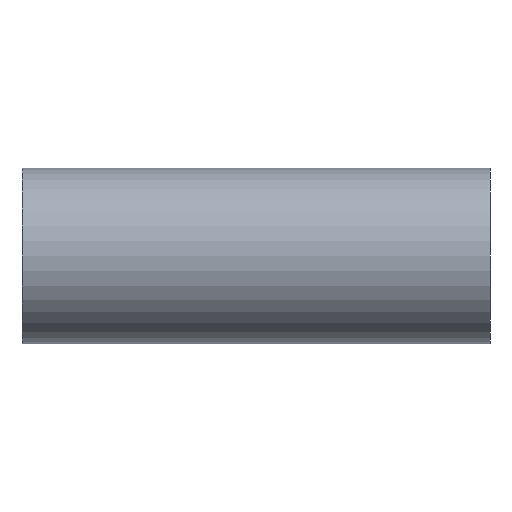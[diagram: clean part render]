
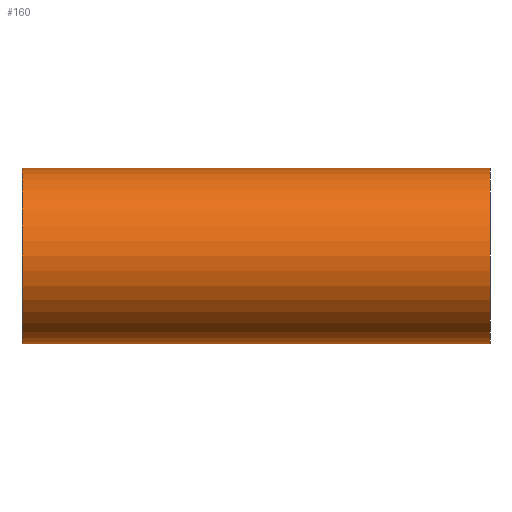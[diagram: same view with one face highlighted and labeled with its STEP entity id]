
A CAD part, left-side view. The second image highlights one B-rep face of the part: STEP entity #160.
In plain terms, the highlighted cylindrical face has radius 4.759 mm (diameter 9.517 mm), a partial arc.
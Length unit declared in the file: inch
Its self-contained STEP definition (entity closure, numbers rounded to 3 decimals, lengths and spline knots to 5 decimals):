
#160 = ADVANCED_FACE ( 'NONE', ( #322 ), #316, .T. ) ;
#177 = CIRCLE ( 'NONE', #735, 0.18735 ) ;
#178 = ORIENTED_EDGE ( 'NONE', *, *, #432, .F. ) ;
#230 = CARTESIAN_POINT ( 'NONE',  ( 0., 0., 0. ) ) ;
#283 = EDGE_CURVE ( 'NONE', #1504, #1074, #177, .T. ) ;
#316 = CYLINDRICAL_SURFACE ( 'NONE', #1250, 0.18735 ) ;
#322 = FACE_OUTER_BOUND ( 'NONE', #1291, .T. ) ;
#375 = ORIENTED_EDGE ( 'NONE', *, *, #1607, .T. ) ;
#403 = CARTESIAN_POINT ( 'NONE',  ( 0., 0.22, -0.18735 ) ) ;
#432 = EDGE_CURVE ( 'NONE', #1236, #1074, #1829, .T. ) ;
#564 = DIRECTION ( 'NONE',  ( 0., -1., 0. ) ) ;
#582 = CARTESIAN_POINT ( 'NONE',  ( 0., 0.22, 0.18735 ) ) ;
#605 = DIRECTION ( 'NONE',  ( 0., -1., 0. ) ) ;
#609 = DIRECTION ( 'NONE',  ( 0., 1., 0. ) ) ;
#629 = EDGE_CURVE ( 'NONE', #1303, #1236, #1446, .T. ) ;
#642 = DIRECTION ( 'NONE',  ( 0., 0., 1. ) ) ;
#716 = DIRECTION ( 'NONE',  ( 0., 0., 1. ) ) ;
#729 = CARTESIAN_POINT ( 'NONE',  ( 0., 1., 0.18735 ) ) ;
#735 = AXIS2_PLACEMENT_3D ( 'NONE', #230, #609, #642 ) ;
#863 = CARTESIAN_POINT ( 'NONE',  ( 0., 0., -0.18735 ) ) ;
#943 = VECTOR ( 'NONE', #974, 39.37008 ) ;
#974 = DIRECTION ( 'NONE',  ( 0., -1., 0. ) ) ;
#975 = LINE ( 'NONE', #403, #943 ) ;
#1043 = ORIENTED_EDGE ( 'NONE', *, *, #629, .F. ) ;
#1050 = CARTESIAN_POINT ( 'NONE',  ( 0., 1., -0.18735 ) ) ;
#1059 = CARTESIAN_POINT ( 'NONE',  ( 0., 0.22, 0. ) ) ;
#1074 = VERTEX_POINT ( 'NONE', #1719 ) ;
#1236 = VERTEX_POINT ( 'NONE', #729 ) ;
#1250 = AXIS2_PLACEMENT_3D ( 'NONE', #1059, #564, #1313 ) ;
#1291 = EDGE_LOOP ( 'NONE', ( #178, #1043, #375, #1744 ) ) ;
#1303 = VERTEX_POINT ( 'NONE', #1050 ) ;
#1313 = DIRECTION ( 'NONE',  ( 0., 0., -1. ) ) ;
#1446 = CIRCLE ( 'NONE', #1740, 0.18735 ) ;
#1504 = VERTEX_POINT ( 'NONE', #863 ) ;
#1607 = EDGE_CURVE ( 'NONE', #1303, #1504, #975, .T. ) ;
#1719 = CARTESIAN_POINT ( 'NONE',  ( 0., 0., 0.18735 ) ) ;
#1740 = AXIS2_PLACEMENT_3D ( 'NONE', #1764, #1758, #716 ) ;
#1744 = ORIENTED_EDGE ( 'NONE', *, *, #283, .T. ) ;
#1758 = DIRECTION ( 'NONE',  ( 0., 1., 0. ) ) ;
#1764 = CARTESIAN_POINT ( 'NONE',  ( 0., 1., 0. ) ) ;
#1801 = VECTOR ( 'NONE', #605, 39.37008 ) ;
#1829 = LINE ( 'NONE', #582, #1801 ) ;
